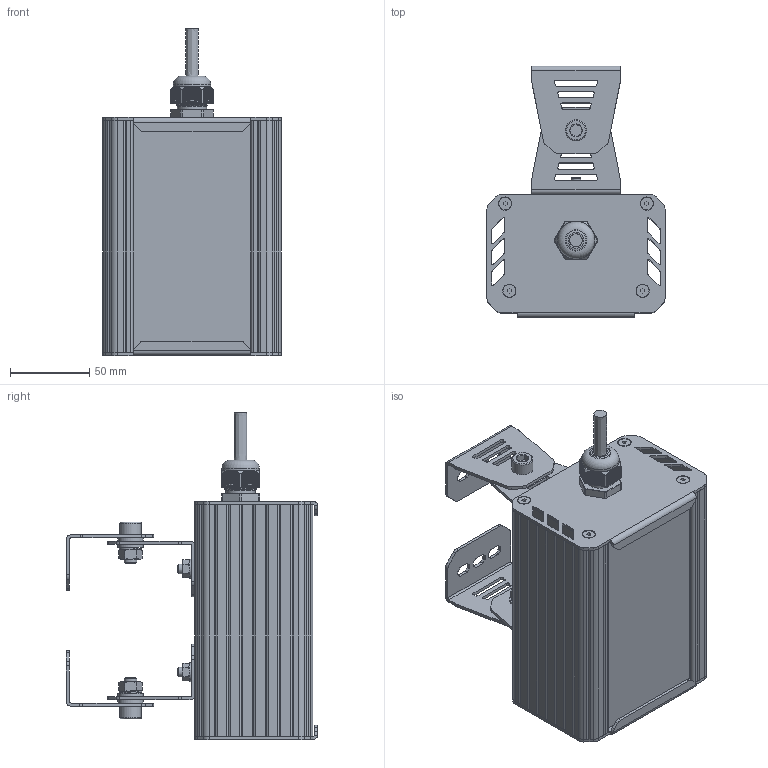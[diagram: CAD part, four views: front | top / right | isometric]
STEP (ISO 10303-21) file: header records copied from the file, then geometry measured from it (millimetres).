
FILE_DESCRIPTION(('STEP AP214'), '1');
FILE_NAME('001.0070.01.000 - ÃÑÏ-Ïðèìà-10', '2023-09-25T05:06:48', (''), (''), 'C3D Converter', 'C3D Toolkit', '');
FILE_SCHEMA(('AUTOMOTIVE_DESIGN { 1 0 10303 214 3 1 1}'));
Length unit declared in the file: millimetre
Products named in the file (32): 001.0070.01.000; 001.0065.01.000
Assembly tree (53 placements, depth 4):
  001.0070.01.000
    (unnamed)
      (unnamed)
      (unnamed)
      (unnamed)  x4
      (unnamed)
      (unnamed)  x4
      (unnamed)
      (unnamed)
      (unnamed)
      (unnamed)
        (unnamed)  x3
        (unnamed)  x13
        (unnamed)
        (unnamed)
        (unnamed)
        (unnamed)
        (unnamed)
        (unnamed)
        (unnamed)
      (unnamed)
        (unnamed)
    001.0065.01.000  x2
      (unnamed)
      (unnamed)
      (unnamed)
      (unnamed)
      (unnamed)
      (unnamed)
      (unnamed)
      (unnamed)
      (unnamed)
Bounding box: 112.19 x 158.42 x 206 mm (x, y, z)
Volume: 340244.6 mm3; surface area: 302922.9 mm2
Topology: 70 solids, 70 shells, 2073 faces, 5754 edges, 3852 vertices
Faces by surface type: plane 1125, cylinder 751, cone 166, bspline 17, torus 11, sphere 3
Full cylindrical faces by diameter (mm): 1 x3, 2 x2, 2.5 x4, 2.8 x25, 3.2 x3, 3.5 x5, 4 x8, 6 x4, 6.375 x2, 8 x12, 8.5 x8, 12 x3, 12.5 x1, 13.333 x2, 16 x5, 18.5 x3, 20 x1, 23.5 x1
Entity records: 119672 total; most frequent: CARTESIAN_POINT 49893, DIRECTION 9564, ORIENTED_EDGE 9256, EDGE_CURVE 4628, COLOUR_RGB 3910, PRESENTATION_STYLE_ASSIGNMENT 3910, AXIS2_PLACEMENT_3D 3437, VERTEX_POINT 3162
